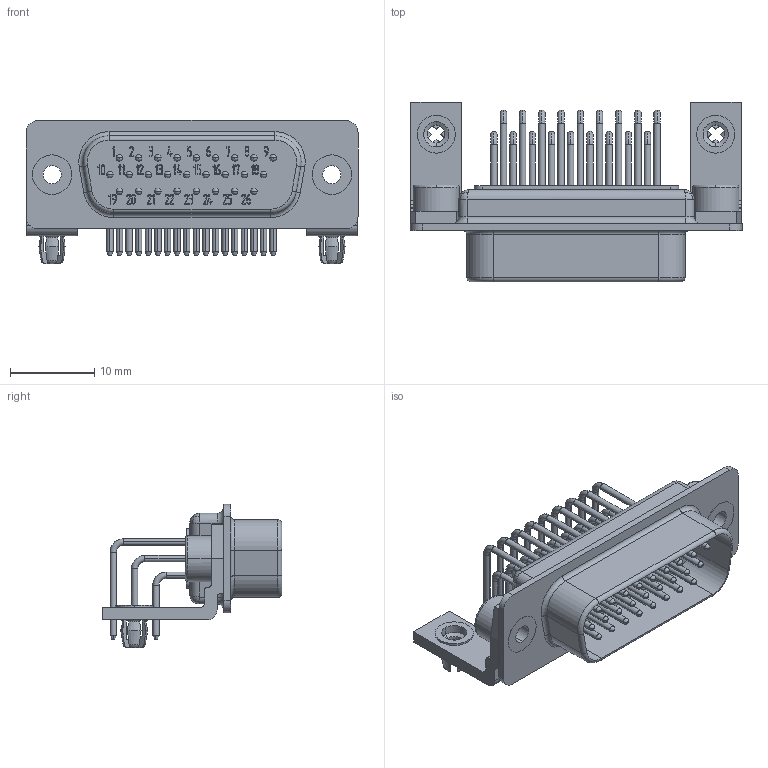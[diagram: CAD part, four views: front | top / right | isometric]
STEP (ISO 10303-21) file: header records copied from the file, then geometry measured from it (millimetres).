
FILE_DESCRIPTION(('Creo Elements/Direct Modeling STEP Export'),'2;1');
FILE_NAME('model.stp','2019-08-22T15:02:15',(''),(''),'Creo Elements/Direct Modeling STEP processor for AP214 (Solid Model)','Creo Elements/Direct Modeling 20.1A 29-Sep-2018 (C) Parametric Technology GmbH','');
FILE_SCHEMA(('AUTOMOTIVE_DESIGN { 1 0 10303 214 1 1 1 1 }'));
Length unit declared in the file: millimetre
Products named in the file (2): VS-15-ST-DSUB-HD-ER.; VS-15-ST-DSUB-HD-ER
Assembly tree (1 placements, depth 2):
  VS-15-ST-DSUB-HD-ER
    VS-15-ST-DSUB-HD-ER.
Bounding box: 39.52 x 21.42 x 17.07 mm (x, y, z)
Volume: 2487.4 mm3; surface area: 4363.3 mm2
Topology: 1 solids, 1 shells, 1367 faces, 3479 edges, 2275 vertices
Faces by surface type: cylinder 582, plane 553, torus 144, cone 76, bspline 12
Entity records: 53997 total; most frequent: CARTESIAN_POINT 10535, ORIENTED_EDGE 6958, DIRECTION 6708, EDGE_CURVE 3479, AXIS2_PLACEMENT_3D 2515, VERTEX_POINT 2275, VECTOR 1678, LINE 1678
